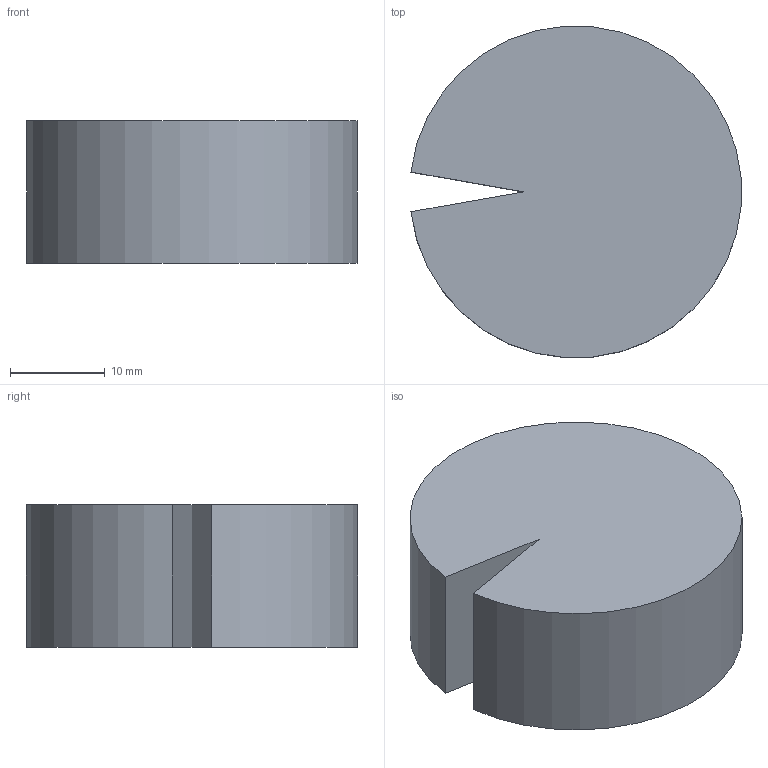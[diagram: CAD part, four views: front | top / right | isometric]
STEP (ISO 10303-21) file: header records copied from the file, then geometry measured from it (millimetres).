
FILE_DESCRIPTION(('STEP AP203'),'1');
FILE_NAME('410-BM1321F10LMB.stp','2016-09-19T18:39:14',(' '),(' '),'Spatial InterOp 3D',' ',' ');
FILE_SCHEMA(('CONFIG_CONTROL_DESIGN'));
Length unit declared in the file: metre
Products named in the file (2): 410-BM1321F10LMB
Assembly tree (1 placements, depth 2):
  (unnamed)
    410-BM1321F10LMB
Bounding box: 34.81 x 34.92 x 15 mm (x, y, z)
Volume: 14053.5 mm3; surface area: 3821.9 mm2
Topology: 1 solids, 1 shells, 5 faces, 9 edges, 6 vertices
Faces by surface type: plane 4, cylinder 1
Entity records: 225 total; most frequent: DIRECTION 25, CARTESIAN_POINT 22, ORIENTED_EDGE 18, CC_DESIGN_PERSON_AND_ORGANIZATION_ASSIGNMENT 10, AXIS2_PLACEMENT_3D 9, EDGE_CURVE 9, PERSON_AND_ORGANIZATION_ROLE 8, LINE 7
